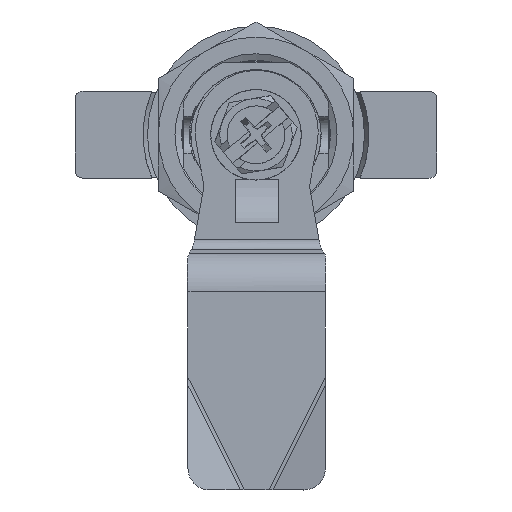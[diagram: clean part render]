
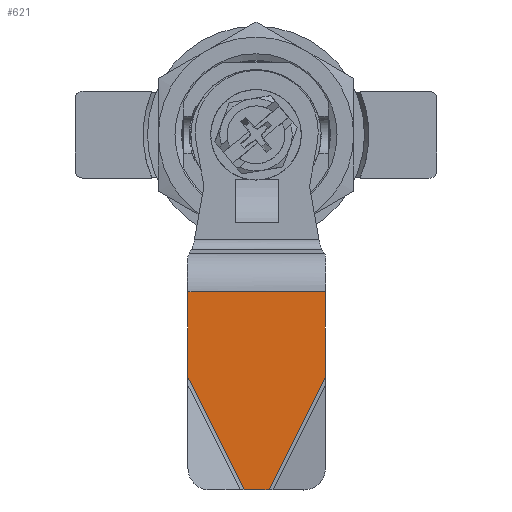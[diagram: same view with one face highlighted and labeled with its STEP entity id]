
A CAD part, front view. The second image highlights one B-rep face of the part: STEP entity #621.
In plain terms, the highlighted planar face has unit normal (0, -1, 0).
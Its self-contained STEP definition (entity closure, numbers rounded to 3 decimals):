
#621=ADVANCED_FACE('',(#1725),#1726,.F.);
#1725=FACE_OUTER_BOUND('',#3426,.T.);
#1726=PLANE('',#3427);
#3426=EDGE_LOOP('',(#6157,#6158,#6159,#6160,#6161,#6162));
#3427=AXIS2_PLACEMENT_3D('',#6163,#6164,#6165);
#6157=ORIENTED_EDGE('',*,*,#11130,.F.);
#6158=ORIENTED_EDGE('',*,*,#11131,.F.);
#6159=ORIENTED_EDGE('',*,*,#11132,.F.);
#6160=ORIENTED_EDGE('',*,*,#11133,.F.);
#6161=ORIENTED_EDGE('',*,*,#11134,.F.);
#6162=ORIENTED_EDGE('',*,*,#11135,.F.);
#6163=CARTESIAN_POINT('',(0.1,-35.203,5.774));
#6164=DIRECTION('',(0.,1.0,0.));
#6165=DIRECTION('',(0.,0.,1.0));
#11130=EDGE_CURVE('',#13061,#13062,#13063,.F.);
#11131=EDGE_CURVE('',#13064,#13061,#13065,.T.);
#11132=EDGE_CURVE('',#13066,#13064,#13067,.T.);
#11133=EDGE_CURVE('',#13068,#13066,#13069,.T.);
#11134=EDGE_CURVE('',#13070,#13068,#13071,.T.);
#11135=EDGE_CURVE('',#13062,#13070,#13072,.T.);
#13061=VERTEX_POINT('',#15933);
#13062=VERTEX_POINT('',#15934);
#13063=LINE('',#15935,#15936);
#13064=VERTEX_POINT('',#15937);
#13065=LINE('',#15938,#15939);
#13066=VERTEX_POINT('',#15940);
#13067=LINE('',#15941,#15942);
#13068=VERTEX_POINT('',#15943);
#13069=LINE('',#15944,#15945);
#13070=VERTEX_POINT('',#15946);
#13071=LINE('',#15947,#15948);
#13072=LINE('',#15949,#15950);
#15933=CARTESIAN_POINT('',(-9.4,-35.203,-21.697));
#15934=CARTESIAN_POINT('',(9.6,-35.203,-21.697));
#15935=CARTESIAN_POINT('',(9.6,-35.203,-21.697));
#15936=VECTOR('',#21735,1.0);
#15937=CARTESIAN_POINT('',(-9.4,-35.203,-33.523));
#15938=CARTESIAN_POINT('',(-9.4,-35.203,5.774));
#15939=VECTOR('',#21736,1.0);
#15940=CARTESIAN_POINT('',(-1.613,-35.203,-49.096));
#15941=CARTESIAN_POINT('',(-23.219,-35.203,-5.886));
#15942=VECTOR('',#21737,1.0);
#15943=CARTESIAN_POINT('',(1.813,-35.203,-49.096));
#15944=CARTESIAN_POINT('',(0.1,-35.203,-49.096));
#15945=VECTOR('',#21738,1.0);
#15946=CARTESIAN_POINT('',(9.6,-35.203,-33.523));
#15947=CARTESIAN_POINT('',(23.419,-35.203,-5.886));
#15948=VECTOR('',#21739,1.0);
#15949=CARTESIAN_POINT('',(9.6,-35.203,5.774));
#15950=VECTOR('',#21740,1.0);
#21735=DIRECTION('',(-1.0,0.,0.));
#21736=DIRECTION('',(0.,0.,1.0));
#21737=DIRECTION('',(-0.447,0.,0.894));
#21738=DIRECTION('',(-1.0,0.,0.));
#21739=DIRECTION('',(-0.447,0.,-0.894));
#21740=DIRECTION('',(0.,0.,-1.0));
